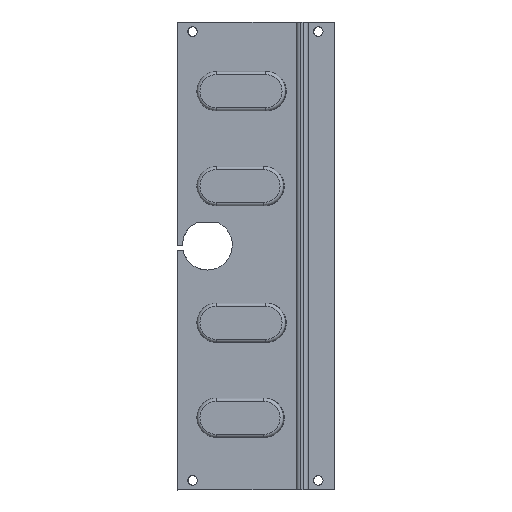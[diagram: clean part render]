
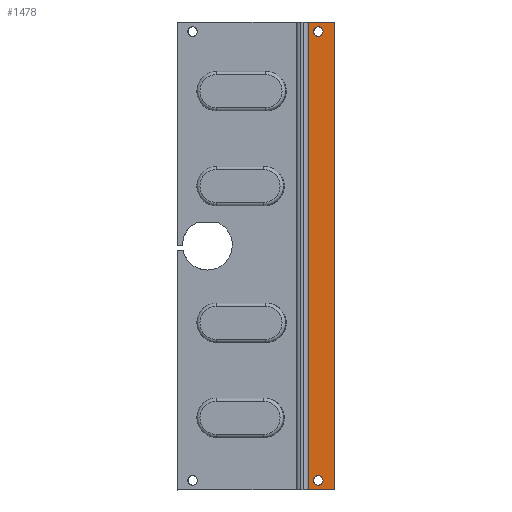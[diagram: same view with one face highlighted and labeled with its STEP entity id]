
A CAD part, top view. The second image highlights one B-rep face of the part: STEP entity #1478.
In plain terms, the highlighted planar face has unit normal (-0.035, 0, 0.999).
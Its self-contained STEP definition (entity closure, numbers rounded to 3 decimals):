
#68=LINE('',#2251,#204);
#69=LINE('',#2254,#205);
#70=LINE('',#2256,#206);
#71=LINE('',#2258,#207);
#204=VECTOR('',#1767,1000.);
#205=VECTOR('',#1768,1000.);
#206=VECTOR('',#1769,1000.);
#207=VECTOR('',#1770,1000.);
#340=ORIENTED_EDGE('',*,*,#772,.F.);
#341=ORIENTED_EDGE('',*,*,#773,.T.);
#342=ORIENTED_EDGE('',*,*,#774,.F.);
#343=ORIENTED_EDGE('',*,*,#775,.F.);
#344=ORIENTED_EDGE('',*,*,#776,.F.);
#345=ORIENTED_EDGE('',*,*,#777,.F.);
#772=EDGE_CURVE('',#988,#988,#1124,.T.);
#773=EDGE_CURVE('',#989,#989,#1125,.T.);
#774=EDGE_CURVE('',#990,#991,#68,.T.);
#775=EDGE_CURVE('',#992,#990,#69,.T.);
#776=EDGE_CURVE('',#993,#992,#70,.T.);
#777=EDGE_CURVE('',#991,#993,#71,.T.);
#988=VERTEX_POINT('',#2248);
#989=VERTEX_POINT('',#2250);
#990=VERTEX_POINT('',#2252);
#991=VERTEX_POINT('',#2253);
#992=VERTEX_POINT('',#2255);
#993=VERTEX_POINT('',#2257);
#1124=CIRCLE('',#1586,1.524);
#1125=CIRCLE('',#1587,1.524);
#1204=EDGE_LOOP('',(#340));
#1205=EDGE_LOOP('',(#341));
#1206=EDGE_LOOP('',(#342,#343,#344,#345));
#1318=FACE_BOUND('',#1204,.T.);
#1319=FACE_BOUND('',#1205,.T.);
#1320=FACE_BOUND('',#1206,.T.);
#1432=PLANE('',#1585);
#1478=ADVANCED_FACE('',(#1318,#1319,#1320),#1432,.F.);
#1585=AXIS2_PLACEMENT_3D('',#2246,#1761,#1762);
#1586=AXIS2_PLACEMENT_3D('',#2247,#1763,#1764);
#1587=AXIS2_PLACEMENT_3D('',#2249,#1765,#1766);
#1761=DIRECTION('',(0.035,0.,-0.999));
#1762=DIRECTION('',(-0.999,0.,-0.035));
#1763=DIRECTION('',(-0.035,0.,0.999));
#1764=DIRECTION('',(0.,-1.,0.));
#1765=DIRECTION('',(0.035,0.,-0.999));
#1766=DIRECTION('',(0.,-1.,0.));
#1767=DIRECTION('',(0.,1.,0.));
#1768=DIRECTION('',(-0.999,0.,-0.035));
#1769=DIRECTION('',(0.,-1.,0.));
#1770=DIRECTION('',(0.999,0.,0.035));
#2246=CARTESIAN_POINT('',(-0.125,0.,3.565));
#2247=CARTESIAN_POINT('',(-5.69,148.223,3.371));
#2248=CARTESIAN_POINT('',(-5.69,146.699,3.371));
#2249=CARTESIAN_POINT('',(-5.69,3.302,3.371));
#2250=CARTESIAN_POINT('',(-5.69,1.778,3.371));
#2251=CARTESIAN_POINT('',(-8.99,0.203,3.256));
#2252=CARTESIAN_POINT('',(-8.99,0.203,3.256));
#2253=CARTESIAN_POINT('',(-8.99,151.322,3.256));
#2254=CARTESIAN_POINT('',(-0.516,0.203,3.552));
#2255=CARTESIAN_POINT('',(-0.516,0.203,3.552));
#2256=CARTESIAN_POINT('',(-0.516,151.322,3.552));
#2257=CARTESIAN_POINT('',(-0.516,151.322,3.552));
#2258=CARTESIAN_POINT('',(-51.179,151.322,1.782));
